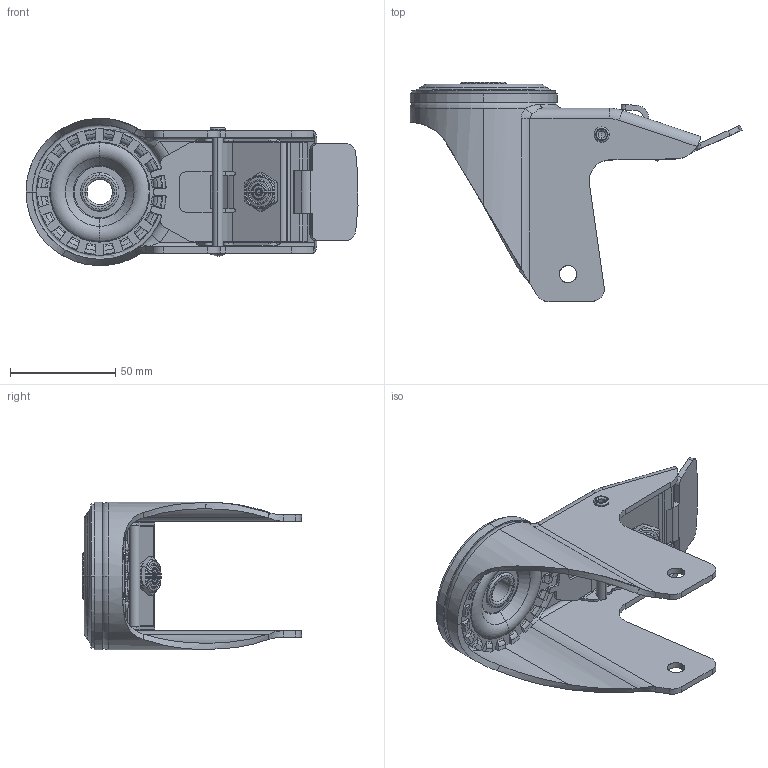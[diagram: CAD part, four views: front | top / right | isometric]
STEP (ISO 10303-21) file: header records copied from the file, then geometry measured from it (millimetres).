
FILE_DESCRIPTION (( 'STEP AP214' ), '1' );
FILE_NAME ('0055280.step', '2023-08-02T07:21:36', ( '' ), ( '' ), 'SwSTEP 2.0', 'SolidWorks 2020', '' );
FILE_SCHEMA (( 'AUTOMOTIVE_DESIGN' ));
Length unit declared in the file: millimetre
Products named in the file (1): 0055280
Bounding box: 157.58 x 104 x 70 mm (x, y, z)
Surface area: 59010.6 mm2 (no closed solid volume)
Topology: 0 solids, 9 shells, 430 faces, 1346 edges, 904 vertices
Faces by surface type: cylinder 124, plane 122, torus 80, cone 64, bspline 24, sphere 16
Entity records: 18281 total; most frequent: CARTESIAN_POINT 6801, DIRECTION 2353, ORIENTED_EDGE 2259, EDGE_CURVE 1348, AXIS2_PLACEMENT_3D 916, VERTEX_POINT 906, VECTOR 521, LINE 521
